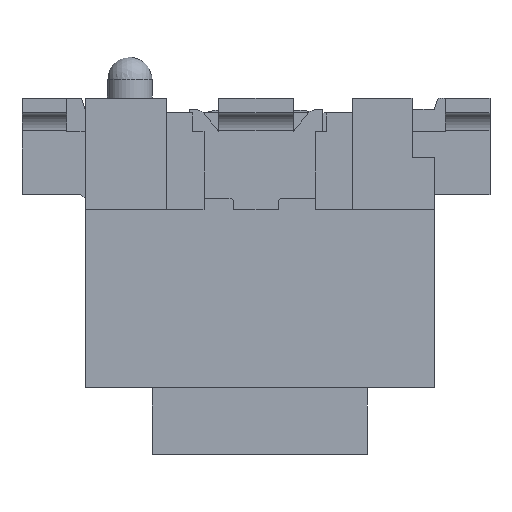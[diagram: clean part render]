
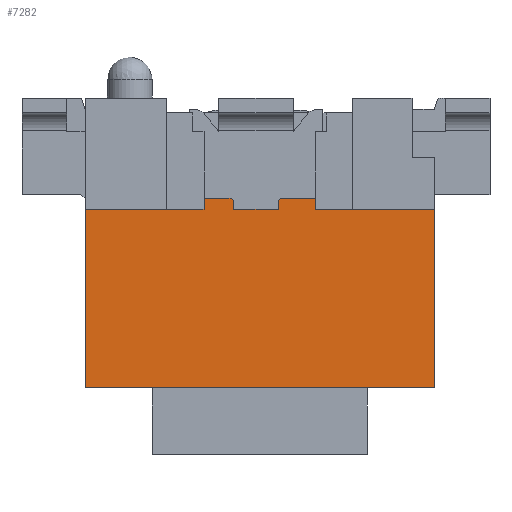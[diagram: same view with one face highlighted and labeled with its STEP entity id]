
A CAD part, front view. The second image highlights one B-rep face of the part: STEP entity #7282.
In plain terms, the highlighted planar face has unit normal (0, -1, 0).
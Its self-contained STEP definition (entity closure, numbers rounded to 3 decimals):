
#1268 = VERTEX_POINT('',#1269);
#1269 = CARTESIAN_POINT('',(-2.3,-7.,-3.9));
#1275 = EDGE_CURVE('',#1276,#1268,#1278,.T.);
#1276 = VERTEX_POINT('',#1277);
#1277 = CARTESIAN_POINT('',(-2.3,-7.,-1.35));
#1278 = LINE('',#1279,#1280);
#1279 = CARTESIAN_POINT('',(-2.3,-7.,-0.45));
#1280 = VECTOR('',#1281,1.);
#1281 = DIRECTION('',(-0.,-0.,-1.));
#7282 = ADVANCED_FACE('',(#7283),#7374,.F.);
#7283 = FACE_BOUND('',#7284,.F.);
#7284 = EDGE_LOOP('',(#7285,#7295,#7303,#7309,#7310,#7318,#7327,#7335,
    #7343,#7351,#7360,#7368));
#7285 = ORIENTED_EDGE('',*,*,#7286,.F.);
#7286 = EDGE_CURVE('',#7287,#7289,#7291,.T.);
#7287 = VERTEX_POINT('',#7288);
#7288 = CARTESIAN_POINT('',(2.4,-7.,-1.3));
#7289 = VERTEX_POINT('',#7290);
#7290 = CARTESIAN_POINT('',(2.36,-7.,-1.3));
#7291 = LINE('',#7292,#7293);
#7292 = CARTESIAN_POINT('',(3.15,-7.,-1.3));
#7293 = VECTOR('',#7294,1.);
#7294 = DIRECTION('',(-1.,-0.,0.));
#7295 = ORIENTED_EDGE('',*,*,#7296,.T.);
#7296 = EDGE_CURVE('',#7287,#7297,#7299,.T.);
#7297 = VERTEX_POINT('',#7298);
#7298 = CARTESIAN_POINT('',(2.4,-7.,-3.9));
#7299 = LINE('',#7300,#7301);
#7300 = CARTESIAN_POINT('',(2.4,-7.,-0.45));
#7301 = VECTOR('',#7302,1.);
#7302 = DIRECTION('',(-0.,-0.,-1.));
#7303 = ORIENTED_EDGE('',*,*,#7304,.T.);
#7304 = EDGE_CURVE('',#7297,#1268,#7305,.T.);
#7305 = LINE('',#7306,#7307);
#7306 = CARTESIAN_POINT('',(0.05,-7.,-3.9));
#7307 = VECTOR('',#7308,1.);
#7308 = DIRECTION('',(-1.,0.,0.));
#7309 = ORIENTED_EDGE('',*,*,#1275,.F.);
#7310 = ORIENTED_EDGE('',*,*,#7311,.F.);
#7311 = EDGE_CURVE('',#7312,#1276,#7314,.T.);
#7312 = VERTEX_POINT('',#7313);
#7313 = CARTESIAN_POINT('',(-0.35,-7.,-1.35));
#7314 = LINE('',#7315,#7316);
#7315 = CARTESIAN_POINT('',(-0.3,-7.,-1.35));
#7316 = VECTOR('',#7317,1.);
#7317 = DIRECTION('',(-1.,-0.,0.));
#7318 = ORIENTED_EDGE('',*,*,#7319,.T.);
#7319 = EDGE_CURVE('',#7312,#7320,#7322,.T.);
#7320 = VERTEX_POINT('',#7321);
#7321 = CARTESIAN_POINT('',(-0.3,-7.,-1.4));
#7322 = CIRCLE('',#7323,0.05);
#7323 = AXIS2_PLACEMENT_3D('',#7324,#7325,#7326);
#7324 = CARTESIAN_POINT('',(-0.35,-7.,-1.4));
#7325 = DIRECTION('',(0.,1.,0.));
#7326 = DIRECTION('',(0.,0.,-1.));
#7327 = ORIENTED_EDGE('',*,*,#7328,.T.);
#7328 = EDGE_CURVE('',#7320,#7329,#7331,.T.);
#7329 = VERTEX_POINT('',#7330);
#7330 = CARTESIAN_POINT('',(-0.3,-7.,-1.5));
#7331 = LINE('',#7332,#7333);
#7332 = CARTESIAN_POINT('',(-0.3,-7.,-1.35));
#7333 = VECTOR('',#7334,1.);
#7334 = DIRECTION('',(0.,0.,-1.));
#7335 = ORIENTED_EDGE('',*,*,#7336,.T.);
#7336 = EDGE_CURVE('',#7329,#7337,#7339,.T.);
#7337 = VERTEX_POINT('',#7338);
#7338 = CARTESIAN_POINT('',(0.3,-7.,-1.5));
#7339 = LINE('',#7340,#7341);
#7340 = CARTESIAN_POINT('',(-0.3,-7.,-1.5));
#7341 = VECTOR('',#7342,1.);
#7342 = DIRECTION('',(1.,0.,0.));
#7343 = ORIENTED_EDGE('',*,*,#7344,.T.);
#7344 = EDGE_CURVE('',#7337,#7345,#7347,.T.);
#7345 = VERTEX_POINT('',#7346);
#7346 = CARTESIAN_POINT('',(0.3,-7.,-1.4));
#7347 = LINE('',#7348,#7349);
#7348 = CARTESIAN_POINT('',(0.3,-7.,-1.5));
#7349 = VECTOR('',#7350,1.);
#7350 = DIRECTION('',(0.,0.,1.));
#7351 = ORIENTED_EDGE('',*,*,#7352,.T.);
#7352 = EDGE_CURVE('',#7345,#7353,#7355,.T.);
#7353 = VERTEX_POINT('',#7354);
#7354 = CARTESIAN_POINT('',(0.35,-7.,-1.35));
#7355 = CIRCLE('',#7356,0.05);
#7356 = AXIS2_PLACEMENT_3D('',#7357,#7358,#7359);
#7357 = CARTESIAN_POINT('',(0.35,-7.,-1.4));
#7358 = DIRECTION('',(0.,1.,0.));
#7359 = DIRECTION('',(0.,0.,-1.));
#7360 = ORIENTED_EDGE('',*,*,#7361,.T.);
#7361 = EDGE_CURVE('',#7353,#7362,#7364,.T.);
#7362 = VERTEX_POINT('',#7363);
#7363 = CARTESIAN_POINT('',(2.3,-7.,-1.35));
#7364 = LINE('',#7365,#7366);
#7365 = CARTESIAN_POINT('',(0.3,-7.,-1.35));
#7366 = VECTOR('',#7367,1.);
#7367 = DIRECTION('',(1.,0.,0.));
#7368 = ORIENTED_EDGE('',*,*,#7369,.T.);
#7369 = EDGE_CURVE('',#7362,#7289,#7370,.T.);
#7370 = LINE('',#7371,#7372);
#7371 = CARTESIAN_POINT('',(2.3,-7.,-1.35));
#7372 = VECTOR('',#7373,1.);
#7373 = DIRECTION('',(0.768,0.,0.64)
  );
#7374 = PLANE('',#7375);
#7375 = AXIS2_PLACEMENT_3D('',#7376,#7377,#7378);
#7376 = CARTESIAN_POINT('',(2.4,-7.,-0.45));
#7377 = DIRECTION('',(0.,1.,0.));
#7378 = DIRECTION('',(-1.,0.,0.));
